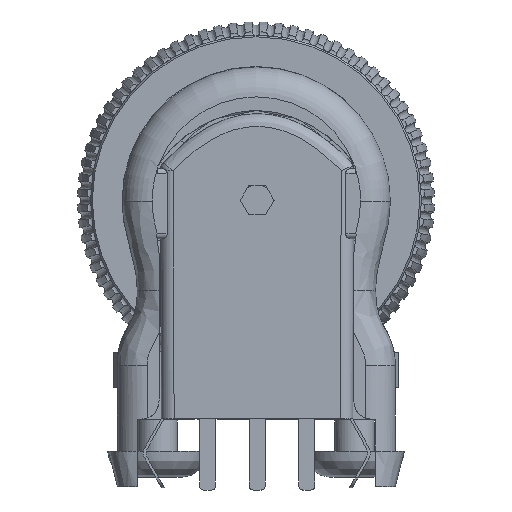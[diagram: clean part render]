
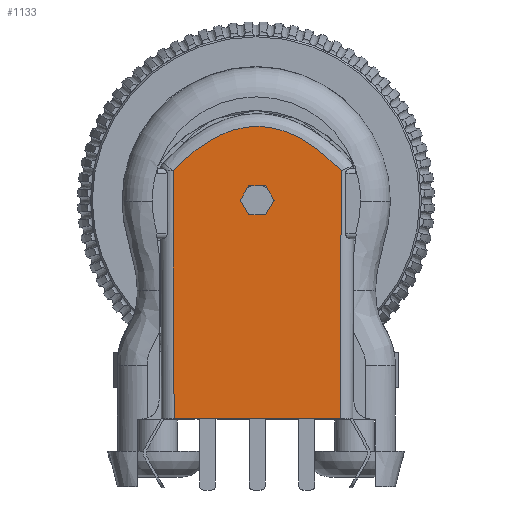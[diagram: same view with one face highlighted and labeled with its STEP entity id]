
A CAD part, left-side view. The second image highlights one B-rep face of the part: STEP entity #1133.
In plain terms, the highlighted planar face has unit normal (-1, 0, 0).
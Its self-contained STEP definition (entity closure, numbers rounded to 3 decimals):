
#417=CARTESIAN_POINT('',(-8.857,-4.197,0.08));
#418=VERTEX_POINT('',#417);
#426=CARTESIAN_POINT('',(-8.857,4.171,0.08));
#427=VERTEX_POINT('',#426);
#428=CARTESIAN_POINT('',(-8.857,-4.197,0.08));
#429=DIRECTION('',(-0.,1.,-0.));
#430=VECTOR('',#429,8.369);
#431=LINE('',#428,#430);
#432=EDGE_CURVE('',#418,#427,#431,.T.);
#1010=CARTESIAN_POINT('',(-8.857,-0.013,14.655));
#1011=DIRECTION('',(-1.,-0.,-0.));
#1012=DIRECTION('',(0.,-1.,0.));
#1013=AXIS2_PLACEMENT_3D('',#1010,#1011,#1012);
#1014=PLANE('',#1013);
#1015=CARTESIAN_POINT('',(-8.857,4.227,12.577));
#1016=VERTEX_POINT('',#1015);
#1017=CARTESIAN_POINT('',(-8.857,4.227,12.572));
#1018=VERTEX_POINT('',#1017);
#1019=CARTESIAN_POINT('',(-8.857,4.227,12.577));
#1020=CARTESIAN_POINT('',(-8.857,4.227,12.576));
#1021=CARTESIAN_POINT('',(-8.857,4.227,12.574));
#1022=CARTESIAN_POINT('',(-8.857,4.227,12.572));
#1023=B_SPLINE_CURVE_WITH_KNOTS('',3,(#1019,#1020,#1021,#1022),.UNSPECIFIED.,.F.,.F.,(4,4),(0.,0.),.UNSPECIFIED.);
#1024=EDGE_CURVE('',#1016,#1018,#1023,.T.);
#1025=ORIENTED_EDGE('',*,*,#1024,.T.);
#1026=CARTESIAN_POINT('',(-8.857,4.227,12.572));
#1027=DIRECTION('',(0.,-0.004,-1.));
#1028=VECTOR('',#1027,12.492);
#1029=LINE('',#1026,#1028);
#1030=EDGE_CURVE('',#1018,#427,#1029,.T.);
#1031=ORIENTED_EDGE('',*,*,#1030,.T.);
#1032=ORIENTED_EDGE('',*,*,#432,.F.);
#1033=CARTESIAN_POINT('',(-8.857,-4.253,12.578));
#1034=VERTEX_POINT('',#1033);
#1035=CARTESIAN_POINT('',(-8.857,-4.197,0.08));
#1036=DIRECTION('',(0.,-0.004,1.));
#1037=VECTOR('',#1036,12.498);
#1038=LINE('',#1035,#1037);
#1039=EDGE_CURVE('',#418,#1034,#1038,.T.);
#1040=ORIENTED_EDGE('',*,*,#1039,.T.);
#1041=CARTESIAN_POINT('',(-8.857,-4.253,12.578));
#1042=CARTESIAN_POINT('',(-8.857,-3.966,12.873));
#1043=CARTESIAN_POINT('',(-8.857,-3.666,13.155));
#1044=CARTESIAN_POINT('',(-8.857,-3.35,13.414));
#1045=CARTESIAN_POINT('',(-8.857,-3.035,13.674));
#1046=CARTESIAN_POINT('',(-8.857,-2.703,13.911));
#1047=CARTESIAN_POINT('',(-8.857,-2.349,14.118));
#1048=CARTESIAN_POINT('',(-8.857,-2.172,14.221));
#1049=CARTESIAN_POINT('',(-8.857,-1.987,14.317));
#1050=CARTESIAN_POINT('',(-8.857,-1.8,14.401));
#1051=CARTESIAN_POINT('',(-8.857,-1.612,14.485));
#1052=CARTESIAN_POINT('',(-8.857,-1.42,14.558));
#1053=CARTESIAN_POINT('',(-8.857,-1.224,14.618));
#1054=CARTESIAN_POINT('',(-8.857,-1.028,14.678));
#1055=CARTESIAN_POINT('',(-8.857,-0.825,14.725));
#1056=CARTESIAN_POINT('',(-8.857,-0.621,14.756));
#1057=CARTESIAN_POINT('',(-8.857,-0.418,14.787));
#1058=CARTESIAN_POINT('',(-8.857,-0.214,14.803));
#1059=CARTESIAN_POINT('',(-8.857,-0.01,14.802));
#1060=CARTESIAN_POINT('',(-8.857,0.193,14.802));
#1061=CARTESIAN_POINT('',(-8.857,0.397,14.785));
#1062=CARTESIAN_POINT('',(-8.857,0.6,14.753));
#1063=CARTESIAN_POINT('',(-8.857,0.803,14.721));
#1064=CARTESIAN_POINT('',(-8.857,1.006,14.673));
#1065=CARTESIAN_POINT('',(-8.857,1.202,14.613));
#1066=CARTESIAN_POINT('',(-8.857,1.397,14.553));
#1067=CARTESIAN_POINT('',(-8.857,1.588,14.479));
#1068=CARTESIAN_POINT('',(-8.857,1.775,14.395));
#1069=CARTESIAN_POINT('',(-8.857,1.962,14.311));
#1070=CARTESIAN_POINT('',(-8.857,2.146,14.216));
#1071=CARTESIAN_POINT('',(-8.857,2.324,14.112));
#1072=CARTESIAN_POINT('',(-8.857,2.68,13.905));
#1073=CARTESIAN_POINT('',(-8.857,3.011,13.667));
#1074=CARTESIAN_POINT('',(-8.857,3.326,13.409));
#1075=CARTESIAN_POINT('',(-8.857,3.642,13.15));
#1076=CARTESIAN_POINT('',(-8.857,3.94,12.872));
#1077=CARTESIAN_POINT('',(-8.857,4.227,12.577));
#1078=B_SPLINE_CURVE_WITH_KNOTS('',3,(#1041,#1042,#1043,#1044,#1045,#1046,#1047,#1048,#1049,#1050,#1051,#1052,#1053,#1054,#1055,#1056,#1057,#1058,#1059,#1060,#1061,#1062,#1063,#1064,#1065,#1066,
#1067,#1068,#1069,#1070,#1071,#1072,#1073,#1074,#1075,#1076,#1077),.UNSPECIFIED.,.F.,.F.,(4,3,3,3,3,3,3,3,3,3,3,3,4),(0.,0.001,0.003,0.003,0.004,0.004,0.005,0.006,0.006,0.007,0.007,0.009,0.01),.UNSPECIFIED.);
#1079=EDGE_CURVE('',#1034,#1016,#1078,.T.);
#1080=ORIENTED_EDGE('',*,*,#1079,.T.);
#1081=EDGE_LOOP('',(#1025,#1031,#1032,#1040,#1080));
#1082=FACE_BOUND('',#1081,.T.);
#1083=CARTESIAN_POINT('',(-8.857,0.412,11.816));
#1084=VERTEX_POINT('',#1083);
#1085=CARTESIAN_POINT('',(-8.857,-0.438,11.816));
#1086=VERTEX_POINT('',#1085);
#1087=CARTESIAN_POINT('',(-8.857,0.412,11.816));
#1088=DIRECTION('',(0.,-1.,0.));
#1089=VECTOR('',#1088,0.85);
#1090=LINE('',#1087,#1089);
#1091=EDGE_CURVE('',#1084,#1086,#1090,.T.);
#1092=ORIENTED_EDGE('',*,*,#1091,.T.);
#1093=CARTESIAN_POINT('',(-8.857,-0.863,11.08));
#1094=VERTEX_POINT('',#1093);
#1095=CARTESIAN_POINT('',(-8.857,-0.438,11.816));
#1096=DIRECTION('',(0.,-0.5,-0.866));
#1097=VECTOR('',#1096,0.85);
#1098=LINE('',#1095,#1097);
#1099=EDGE_CURVE('',#1086,#1094,#1098,.T.);
#1100=ORIENTED_EDGE('',*,*,#1099,.T.);
#1101=CARTESIAN_POINT('',(-8.857,-0.438,10.344));
#1102=VERTEX_POINT('',#1101);
#1103=CARTESIAN_POINT('',(-8.857,-0.863,11.08));
#1104=DIRECTION('',(-0.,0.5,-0.866));
#1105=VECTOR('',#1104,0.85);
#1106=LINE('',#1103,#1105);
#1107=EDGE_CURVE('',#1094,#1102,#1106,.T.);
#1108=ORIENTED_EDGE('',*,*,#1107,.T.);
#1109=CARTESIAN_POINT('',(-8.857,0.412,10.344));
#1110=VERTEX_POINT('',#1109);
#1111=CARTESIAN_POINT('',(-8.857,-0.438,10.344));
#1112=DIRECTION('',(-0.,1.,-0.));
#1113=VECTOR('',#1112,0.85);
#1114=LINE('',#1111,#1113);
#1115=EDGE_CURVE('',#1102,#1110,#1114,.T.);
#1116=ORIENTED_EDGE('',*,*,#1115,.T.);
#1117=CARTESIAN_POINT('',(-8.857,0.837,11.08));
#1118=VERTEX_POINT('',#1117);
#1119=CARTESIAN_POINT('',(-8.857,0.412,10.344));
#1120=DIRECTION('',(-0.,0.5,0.866));
#1121=VECTOR('',#1120,0.85);
#1122=LINE('',#1119,#1121);
#1123=EDGE_CURVE('',#1110,#1118,#1122,.T.);
#1124=ORIENTED_EDGE('',*,*,#1123,.T.);
#1125=CARTESIAN_POINT('',(-8.857,0.837,11.08));
#1126=DIRECTION('',(0.,-0.5,0.866));
#1127=VECTOR('',#1126,0.85);
#1128=LINE('',#1125,#1127);
#1129=EDGE_CURVE('',#1118,#1084,#1128,.T.);
#1130=ORIENTED_EDGE('',*,*,#1129,.T.);
#1131=EDGE_LOOP('',(#1092,#1100,#1108,#1116,#1124,#1130));
#1132=FACE_BOUND('',#1131,.T.);
#1133=ADVANCED_FACE('',(#1082,#1132),#1014,.T.);
